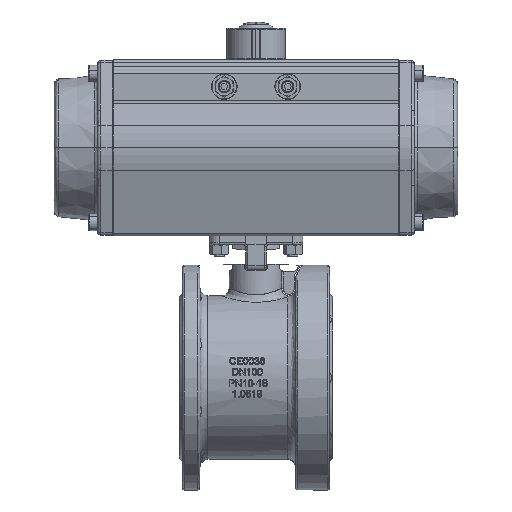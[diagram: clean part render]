
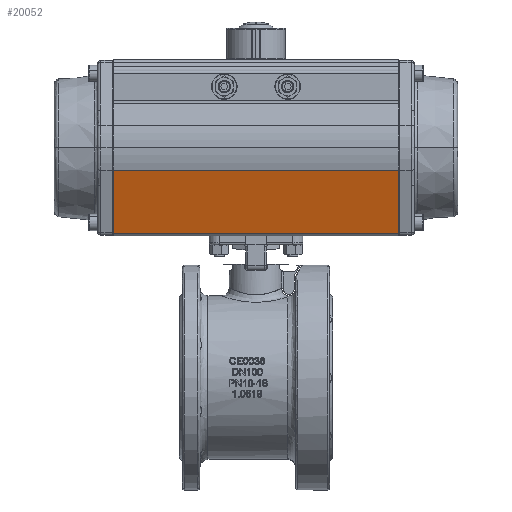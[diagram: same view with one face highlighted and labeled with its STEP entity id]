
A CAD part, front view. The second image highlights one B-rep face of the part: STEP entity #20052.
In plain terms, the highlighted planar face has unit normal (0, 0.958, 0.288).
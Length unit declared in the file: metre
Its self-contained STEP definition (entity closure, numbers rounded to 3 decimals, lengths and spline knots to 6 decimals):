
#1176 = PLANE ( 'NONE',  #119735 ) ;
#5444 = DIRECTION ( 'NONE',  ( 0., -0.288, 0.958 ) ) ;
#5602 = LINE ( 'NONE', #24392, #122999 ) ;
#10514 = LINE ( 'NONE', #48538, #110973 ) ;
#14447 = CARTESIAN_POINT ( 'NONE',  ( 0.130432, -0.057664, 0.376366 ) ) ;
#20052 = ADVANCED_FACE ( 'NONE', ( #51624 ), #1176, .T. ) ;
#24392 = CARTESIAN_POINT ( 'NONE',  ( 0.130432, -0.076302, 0.438343 ) ) ;
#26107 = EDGE_LOOP ( 'NONE', ( #73258, #51163, #41335, #76885 ) ) ;
#31038 = CARTESIAN_POINT ( 'NONE',  ( -0.149568, -0.076302, 0.438343 ) ) ;
#31044 = CARTESIAN_POINT ( 'NONE',  ( 0.130432, -0.057664, 0.376366 ) ) ;
#32816 = EDGE_CURVE ( 'NONE', #122871, #67993, #71091, .T. ) ;
#41021 = DIRECTION ( 'NONE',  ( -1., 0., 0. ) ) ;
#41335 = ORIENTED_EDGE ( 'NONE', *, *, #119751, .T. ) ;
#42012 = EDGE_CURVE ( 'NONE', #64564, #45556, #10514, .T. ) ;
#45556 = VERTEX_POINT ( 'NONE', #31038 ) ;
#48538 = CARTESIAN_POINT ( 'NONE',  ( -0.149568, -0.057664, 0.376366 ) ) ;
#49249 = VECTOR ( 'NONE', #41021, 1. ) ;
#50364 = CARTESIAN_POINT ( 'NONE',  ( -0.149568, -0.057664, 0.376366 ) ) ;
#51163 = ORIENTED_EDGE ( 'NONE', *, *, #42012, .T. ) ;
#51624 = FACE_OUTER_BOUND ( 'NONE', #26107, .T. ) ;
#53483 = CARTESIAN_POINT ( 'NONE',  ( 0.130432, -0.057664, 0.376366 ) ) ;
#64564 = VERTEX_POINT ( 'NONE', #50364 ) ;
#67993 = VERTEX_POINT ( 'NONE', #31044 ) ;
#71091 = LINE ( 'NONE', #14447, #97130 ) ;
#73258 = ORIENTED_EDGE ( 'NONE', *, *, #82102, .T. ) ;
#75972 = DIRECTION ( 'NONE',  ( 0., -0.288, 0.958 ) ) ;
#76885 = ORIENTED_EDGE ( 'NONE', *, *, #32816, .T. ) ;
#79607 = LINE ( 'NONE', #109492, #49249 ) ;
#82102 = EDGE_CURVE ( 'NONE', #67993, #64564, #79607, .T. ) ;
#82701 = DIRECTION ( 'NONE',  ( 0., 0.958, 0.288 ) ) ;
#88597 = DIRECTION ( 'NONE',  ( 0., 0.288, -0.958 ) ) ;
#90398 = DIRECTION ( 'NONE',  ( 1., 0., 0. ) ) ;
#97130 = VECTOR ( 'NONE', #88597, 1. ) ;
#101069 = CARTESIAN_POINT ( 'NONE',  ( 0.130432, -0.076302, 0.438343 ) ) ;
#109492 = CARTESIAN_POINT ( 'NONE',  ( 0.130432, -0.057664, 0.376366 ) ) ;
#110973 = VECTOR ( 'NONE', #75972, 1. ) ;
#119735 = AXIS2_PLACEMENT_3D ( 'NONE', #53483, #82701, #5444 ) ;
#119751 = EDGE_CURVE ( 'NONE', #45556, #122871, #5602, .T. ) ;
#122871 = VERTEX_POINT ( 'NONE', #101069 ) ;
#122999 = VECTOR ( 'NONE', #90398, 1. ) ;
